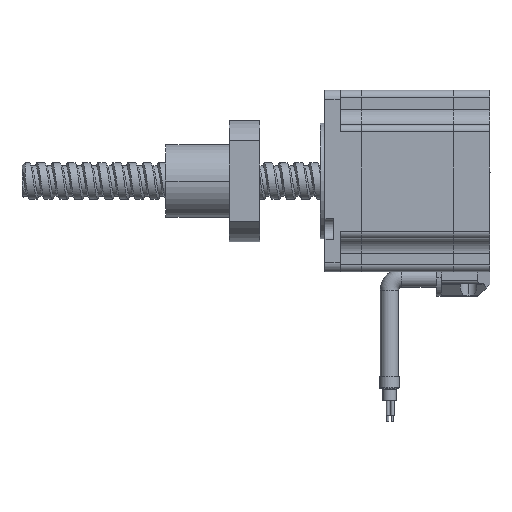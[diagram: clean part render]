
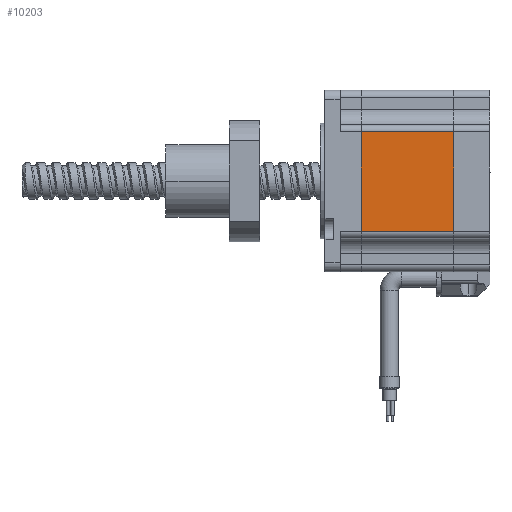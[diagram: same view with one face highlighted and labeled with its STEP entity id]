
A CAD part, left-side view. The second image highlights one B-rep face of the part: STEP entity #10203.
In plain terms, the highlighted planar face has unit normal (-1, 0, 0).
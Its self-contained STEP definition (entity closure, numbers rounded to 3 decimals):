
#31 = VERTEX_POINT ( 'NONE', #8113 ) ;
#446 = LINE ( 'NONE', #10385, #24048 ) ;
#807 = VERTEX_POINT ( 'NONE', #31368 ) ;
#1916 = VERTEX_POINT ( 'NONE', #18881 ) ;
#2868 = CARTESIAN_POINT ( 'NONE',  ( -30., 5., 27. ) ) ;
#3661 = ORIENTED_EDGE ( 'NONE', *, *, #23493, .T. ) ;
#4923 = LINE ( 'NONE', #12017, #32599 ) ;
#5399 = FACE_OUTER_BOUND ( 'NONE', #12534, .T. ) ;
#5569 = DIRECTION ( 'NONE',  ( 0., 0., -1. ) ) ;
#5585 = VECTOR ( 'NONE', #27922, 1000. ) ;
#7006 = AXIS2_PLACEMENT_3D ( 'NONE', #2868, #15827, #5569 ) ;
#7679 = CARTESIAN_POINT ( 'NONE',  ( -30., -37.49, 16.3 ) ) ;
#8113 = CARTESIAN_POINT ( 'NONE',  ( -30., -37.49, -16.7 ) ) ;
#9921 = CARTESIAN_POINT ( 'NONE',  ( -30., -49.5, 16.3 ) ) ;
#10203 = ADVANCED_FACE ( 'NONE', ( #5399 ), #20698, .F. ) ;
#10385 = CARTESIAN_POINT ( 'NONE',  ( -30., -37.49, 27. ) ) ;
#12017 = CARTESIAN_POINT ( 'NONE',  ( -30., -49.5, -16.7 ) ) ;
#12534 = EDGE_LOOP ( 'NONE', ( #30546, #3661, #27280, #28257 ) ) ;
#15014 = EDGE_CURVE ( 'NONE', #1916, #807, #20706, .T. ) ;
#15827 = DIRECTION ( 'NONE',  ( 1., 0., 0. ) ) ;
#17330 = LINE ( 'NONE', #9921, #5585 ) ;
#18881 = CARTESIAN_POINT ( 'NONE',  ( -30., -7.001, -16.7 ) ) ;
#20698 = PLANE ( 'NONE',  #7006 ) ;
#20706 = LINE ( 'NONE', #31309, #20748 ) ;
#20748 = VECTOR ( 'NONE', #28126, 1000. ) ;
#21137 = DIRECTION ( 'NONE',  ( 0., 0., -1. ) ) ;
#22418 = DIRECTION ( 'NONE',  ( 0., 1., 0. ) ) ;
#23493 = EDGE_CURVE ( 'NONE', #28969, #807, #17330, .T. ) ;
#24048 = VECTOR ( 'NONE', #21137, 1000. ) ;
#24697 = EDGE_CURVE ( 'NONE', #28969, #31, #446, .T. ) ;
#27280 = ORIENTED_EDGE ( 'NONE', *, *, #15014, .F. ) ;
#27901 = EDGE_CURVE ( 'NONE', #31, #1916, #4923, .T. ) ;
#27922 = DIRECTION ( 'NONE',  ( 0., 1., 0. ) ) ;
#28126 = DIRECTION ( 'NONE',  ( 0., 0., 1. ) ) ;
#28257 = ORIENTED_EDGE ( 'NONE', *, *, #27901, .F. ) ;
#28969 = VERTEX_POINT ( 'NONE', #7679 ) ;
#30546 = ORIENTED_EDGE ( 'NONE', *, *, #24697, .F. ) ;
#31309 = CARTESIAN_POINT ( 'NONE',  ( -30., -7.001, 27. ) ) ;
#31368 = CARTESIAN_POINT ( 'NONE',  ( -30., -7.001, 16.3 ) ) ;
#32599 = VECTOR ( 'NONE', #22418, 1000. ) ;
